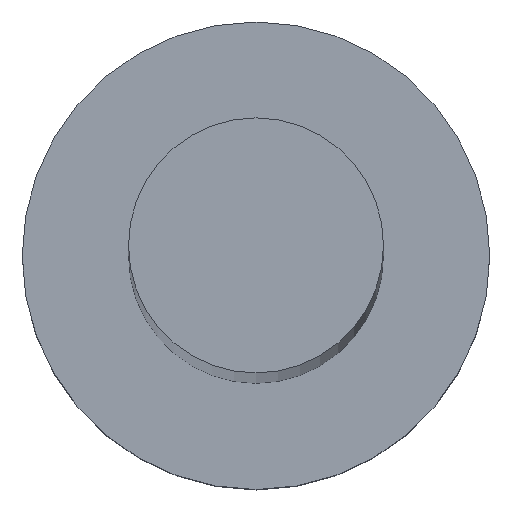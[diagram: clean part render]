
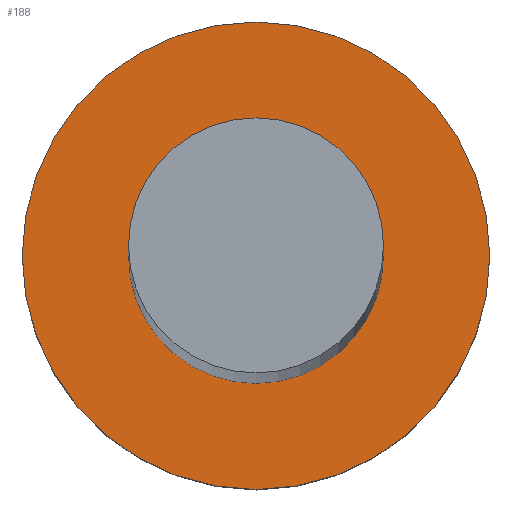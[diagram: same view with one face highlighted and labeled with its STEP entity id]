
A CAD part, top view. The second image highlights one B-rep face of the part: STEP entity #188.
In plain terms, the highlighted planar face has unit normal (0, 0, 1).
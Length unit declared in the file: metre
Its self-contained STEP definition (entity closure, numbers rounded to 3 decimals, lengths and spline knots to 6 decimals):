
#61=ORIENTED_EDGE('',*,*,#104,.F.);
#62=ORIENTED_EDGE('',*,*,#103,.T.);
#103=EDGE_CURVE('',#125,#125,#141,.T.);
#104=EDGE_CURVE('',#126,#126,#142,.T.);
#125=VERTEX_POINT('',#285);
#126=VERTEX_POINT('',#288);
#141=CIRCLE('',#214,0.0015);
#142=CIRCLE('',#216,0.00275);
#147=EDGE_LOOP('',(#61));
#148=EDGE_LOOP('',(#62));
#163=FACE_BOUND('',#147,.T.);
#164=FACE_BOUND('',#148,.T.);
#177=PLANE('',#215);
#188=ADVANCED_FACE('',(#163,#164),#177,.F.);
#214=AXIS2_PLACEMENT_3D('',#284,#235,#236);
#215=AXIS2_PLACEMENT_3D('',#286,#237,#238);
#216=AXIS2_PLACEMENT_3D('',#287,#239,#240);
#235=DIRECTION('',(0.,0.,-1.));
#236=DIRECTION('',(-1.,0.,0.));
#237=DIRECTION('',(0.,0.,-1.));
#238=DIRECTION('',(-1.,0.,0.));
#239=DIRECTION('',(0.,0.,-1.));
#240=DIRECTION('',(-1.,0.,0.));
#284=CARTESIAN_POINT('',(0.,0.,-0.07));
#285=CARTESIAN_POINT('',(-0.0015,0.,-0.07));
#286=CARTESIAN_POINT('',(0.0015,0.,-0.07));
#287=CARTESIAN_POINT('',(0.,0.,-0.07));
#288=CARTESIAN_POINT('',(-0.00275,0.,-0.07));
